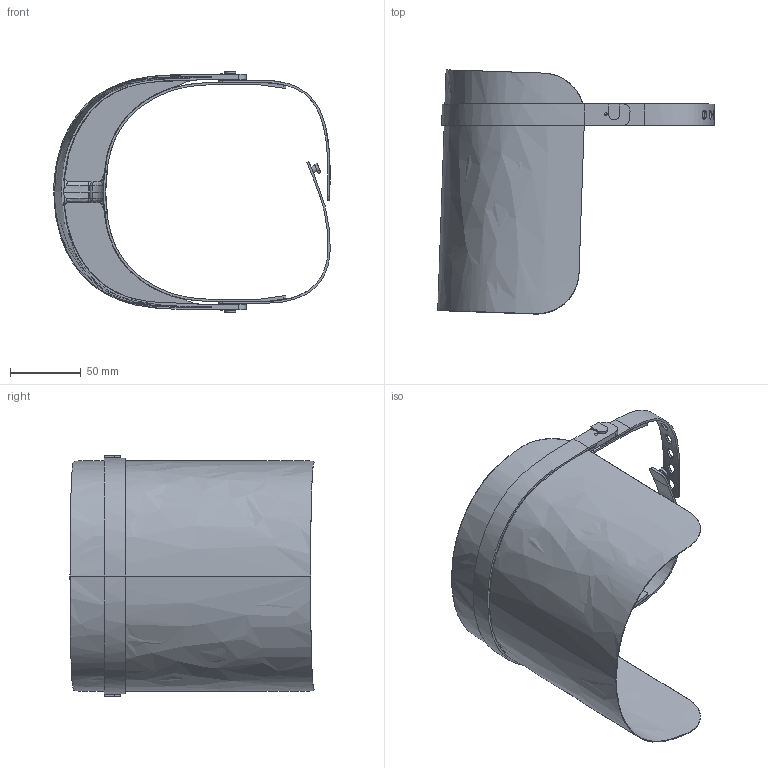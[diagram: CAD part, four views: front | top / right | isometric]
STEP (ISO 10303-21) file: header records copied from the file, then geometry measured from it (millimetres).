
FILE_DESCRIPTION(/* description */ (''),/* implementation_level */ '2;1');
FILE_NAME(/* name */ 'Visera 3.6 b.step',/* time_stamp */ '2020-03-19T21:43:52+00:00',/* author */ (''),/* organization */ (''),/* preprocessor_version */ 'ST-DEVELOPER v18',/* originating_system */ 'Autodesk Translation Framework v8.12.0.6',/* authorisation */ '');
FILE_SCHEMA (('AUTOMOTIVE_DESIGN { 1 0 10303 214 3 1 1 }'));
Length unit declared in the file: millimetre
Products named in the file (6): Visera 3.7 cerrada; Apoyo; Sujecion Visera; Visera; Derecha; izquierda
Assembly tree (5 placements, depth 2):
  Visera 3.7 cerrada
    Apoyo
    Sujecion Visera
    Visera
    Derecha
    izquierda
Bounding box: 195.28 x 172.3 x 170.37 mm (x, y, z)
Volume: 68426 mm3; surface area: 153574.3 mm2
Topology: 8 solids, 9 shells, 214 faces, 554 edges, 358 vertices
Faces by surface type: plane 89, bspline 72, cylinder 51, torus 2
Full cylindrical faces by diameter (mm): 4.5 x1, 6 x2, 6.5 x4
Entity records: 11027 total; most frequent: CARTESIAN_POINT 6245, ORIENTED_EDGE 1088, DIRECTION 712, EDGE_CURVE 544, VERTEX_POINT 354, EDGE_LOOP 248, AXIS2_PLACEMENT_3D 245, LINE 222
